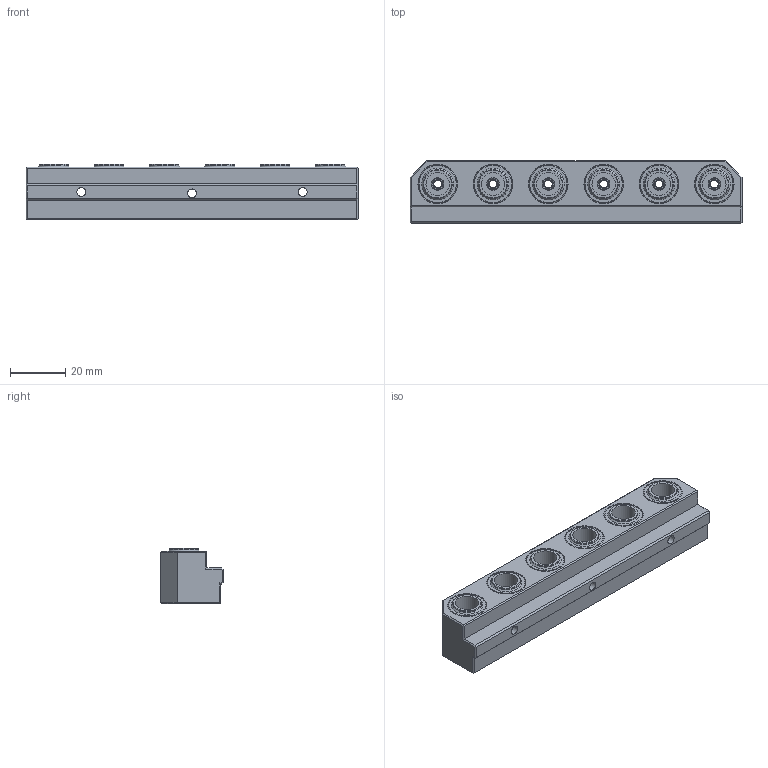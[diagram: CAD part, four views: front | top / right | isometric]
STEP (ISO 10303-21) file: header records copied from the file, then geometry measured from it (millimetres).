
FILE_DESCRIPTION(('Open CASCADE Model'),'2;1');
FILE_NAME('Open CASCADE Shape Model','2024-07-24T15:51:49',('Author'),( 'Open CASCADE'),'Open CASCADE STEP processor 7.7','Open CASCADE 7.7' ,'Unknown');
FILE_SCHEMA(('AUTOMOTIVE_DESIGN { 1 0 10303 214 1 1 1 1 }'));
Length unit declared in the file: millimetre
Products named in the file (16): d1f1df24-4980-11ef-885a-bcc7469dd9ff; d1f1df24-4980-11ef-885a-bcc7469dd9ff_part; Body; Body_part; Tool 0; Tool 0_part; Tool 1; Tool 1_part; Tool 2; Tool 2_part; Tool 3; Tool 3_part; Tool 4; Tool 4_part; Tool 5; Tool 5_part
Assembly tree (15 placements, depth 3):
  d1f1df24-4980-11ef-885a-bcc7469dd9ff
    d1f1df24-4980-11ef-885a-bcc7469dd9ff_part
    Body
      Body_part
    Tool 0
      Tool 0_part
    Tool 1
      Tool 1_part
    Tool 2
      Tool 2_part
    Tool 3
      Tool 3_part
    Tool 4
      Tool 4_part
    Tool 5
      Tool 5_part
Bounding box: 120 x 22.75 x 20 mm (x, y, z)
Volume: 40609.5 mm3; surface area: 23362.5 mm2
Topology: 7 solids, 7 shells, 313 faces, 652 edges, 386 vertices
Faces by surface type: plane 145, cone 96, cylinder 66, bspline 6
Full cylindrical faces by diameter (mm): 2.8 x6, 3.2 x3, 4.1 x6, 5.8 x3, 8.45 x6, 10.45 x6, 12.45 x12, 14.45 x24
Entity records: 18086 total; most frequent: CARTESIAN_POINT 4033, DIRECTION 2719, LINE 1404, VECTOR 1404, ORIENTED_EDGE 1304, PCURVE 1304, DEFINITIONAL_REPRESENTATION 1304, EDGE_CURVE 652
